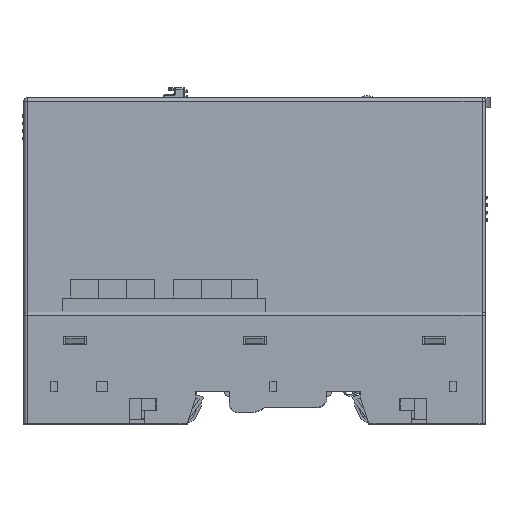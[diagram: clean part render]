
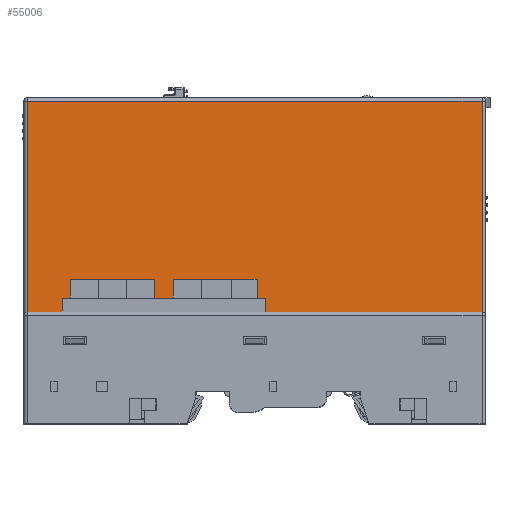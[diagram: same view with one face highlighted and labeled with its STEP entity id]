
A CAD part, top view. The second image highlights one B-rep face of the part: STEP entity #55006.
In plain terms, the highlighted planar face has unit normal (0, 0.018, 1).
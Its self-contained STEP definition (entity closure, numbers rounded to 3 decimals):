
#12193=DIRECTION('',(0.,-1.,0.017));
#12194=VECTOR('',#12193,45.27);
#12195=CARTESIAN_POINT('',(48.75,69.263,29.175));
#12196=LINE('',#12195,#12194);
#12197=DIRECTION('',(-1.,0.,0.));
#12198=VECTOR('',#12197,97.5);
#12199=CARTESIAN_POINT('',(48.75,24.,29.965));
#12200=LINE('',#12199,#12198);
#12201=DIRECTION('',(0.,1.,-0.017));
#12202=VECTOR('',#12201,45.27);
#12203=CARTESIAN_POINT('',(-48.75,24.,29.965));
#12204=LINE('',#12203,#12202);
#12205=DIRECTION('',(1.,0.,0.));
#12206=VECTOR('',#12205,97.5);
#12207=CARTESIAN_POINT('',(-48.75,69.263,29.175));
#12208=LINE('',#12207,#12206);
#33769=CARTESIAN_POINT('',(48.75,24.,29.965));
#33771=VERTEX_POINT('',#33769);
#33772=CARTESIAN_POINT('',(48.75,69.263,29.175));
#33773=VERTEX_POINT('',#33772);
#33778=CARTESIAN_POINT('',(-48.75,69.263,29.175));
#33779=VERTEX_POINT('',#33778);
#33780=CARTESIAN_POINT('',(-48.75,24.,29.965));
#33781=VERTEX_POINT('',#33780);
#54993=CARTESIAN_POINT('',(-51.102,22.,30.));
#54994=DIRECTION('',(0.,-0.017,-1.));
#54995=DIRECTION('',(-1.,0.,0.));
#54996=AXIS2_PLACEMENT_3D('',#54993,#54994,#54995);
#54997=PLANE('',#54996);
#54998=ORIENTED_EDGE('',*,*,#54984,.T.);
#54999=ORIENTED_EDGE('',*,*,#54891,.T.);
#55001=ORIENTED_EDGE('',*,*,#55000,.T.);
#55003=ORIENTED_EDGE('',*,*,#55002,.T.);
#55004=EDGE_LOOP('',(#54998,#54999,#55001,#55003));
#55005=FACE_OUTER_BOUND('',#55004,.F.);
#55006=ADVANCED_FACE('',(#55005),#54997,.F.);
#54891=EDGE_CURVE('',#33771,#33781,#12200,.T.);
#54984=EDGE_CURVE('',#33773,#33771,#12196,.T.);
#55000=EDGE_CURVE('',#33781,#33779,#12204,.T.);
#55002=EDGE_CURVE('',#33779,#33773,#12208,.T.);
